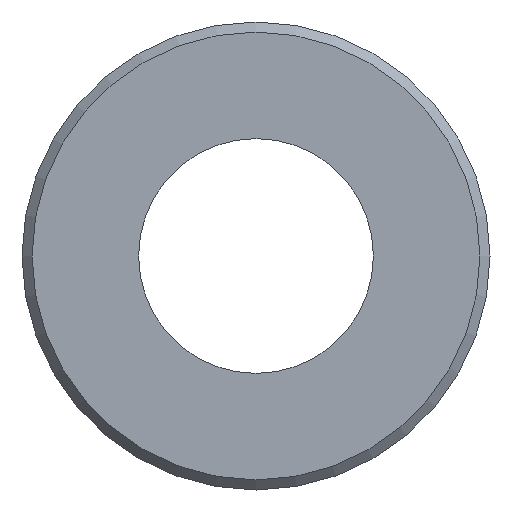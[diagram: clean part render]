
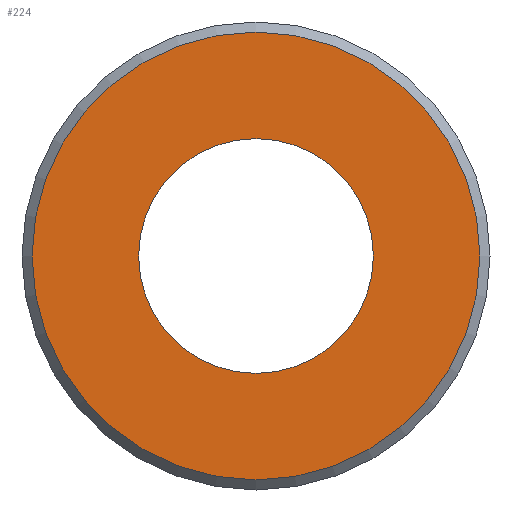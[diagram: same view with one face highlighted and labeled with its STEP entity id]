
A CAD part, front view. The second image highlights one B-rep face of the part: STEP entity #224.
In plain terms, the highlighted planar face has unit normal (0, -1, 0).
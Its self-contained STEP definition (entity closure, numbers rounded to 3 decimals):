
#43=ORIENTED_EDGE('',*,*,#83,.T.);
#44=ORIENTED_EDGE('',*,*,#84,.T.);
#83=EDGE_CURVE('',#103,#103,#123,.T.);
#84=EDGE_CURVE('',#104,#104,#124,.T.);
#103=VERTEX_POINT('',#398);
#104=VERTEX_POINT('',#400);
#123=CIRCLE('',#266,6.675);
#124=CIRCLE('',#267,3.5);
#143=EDGE_LOOP('',(#43));
#144=EDGE_LOOP('',(#44));
#183=FACE_BOUND('',#143,.T.);
#184=FACE_BOUND('',#144,.T.);
#219=PLANE('',#265);
#224=ADVANCED_FACE('',(#183,#184),#219,.T.);
#265=AXIS2_PLACEMENT_3D('',#396,#319,#320);
#266=AXIS2_PLACEMENT_3D('',#397,#321,#322);
#267=AXIS2_PLACEMENT_3D('',#399,#323,#324);
#319=DIRECTION('',(0.,-1.,0.));
#320=DIRECTION('',(0.,0.,-1.));
#321=DIRECTION('',(0.,-1.,0.));
#322=DIRECTION('',(0.,0.,-1.));
#323=DIRECTION('',(0.,1.,0.));
#324=DIRECTION('',(0.,0.,1.));
#396=CARTESIAN_POINT('',(6.675,0.,0.));
#397=CARTESIAN_POINT('',(0.,0.,0.));
#398=CARTESIAN_POINT('',(0.,0.,-6.675));
#399=CARTESIAN_POINT('',(0.,0.,0.));
#400=CARTESIAN_POINT('',(0.,0.,3.5));
